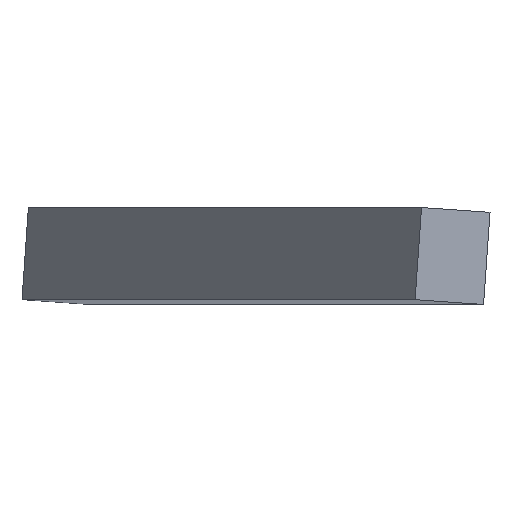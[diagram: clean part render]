
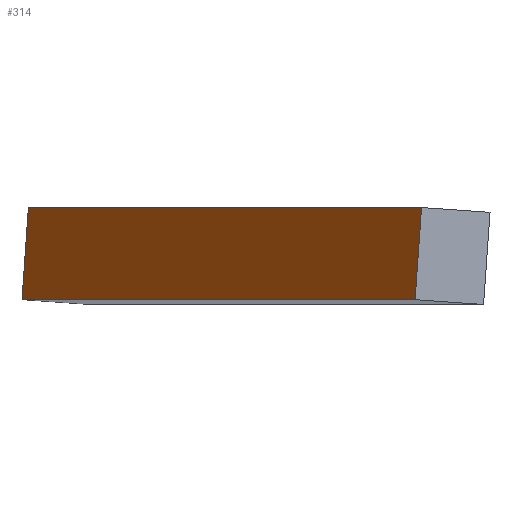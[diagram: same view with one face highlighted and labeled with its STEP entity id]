
A CAD part, front view. The second image highlights one B-rep face of the part: STEP entity #314.
In plain terms, the highlighted planar face has unit normal (-0.991, -0.116, 0.07).
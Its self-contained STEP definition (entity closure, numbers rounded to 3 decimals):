
#43 = PLANE('',#44);
#44 = AXIS2_PLACEMENT_3D('',#45,#46,#47);
#45 = CARTESIAN_POINT('',(4.407,-24.996,0.));
#46 = DIRECTION('',(0.174,-0.985,0.));
#47 = DIRECTION('',(0.,0.,-1.));
#69 = PLANE('',#70);
#70 = AXIS2_PLACEMENT_3D('',#71,#72,#73);
#71 = CARTESIAN_POINT('',(12126.72,1412.969,
    39.23));
#72 = DIRECTION('',(-0.069,-0.008,
    -0.998));
#73 = DIRECTION('',(-0.998,0.,
    0.069));
#95 = PLANE('',#96);
#96 = AXIS2_PLACEMENT_3D('',#97,#98,#99);
#97 = CARTESIAN_POINT('',(-0.964,16.547,0.));
#98 = DIRECTION('',(0.058,-0.998,0.));
#99 = DIRECTION('',(0.,0.,-1.));
#119 = PLANE('',#120);
#120 = AXIS2_PLACEMENT_3D('',#121,#122,#123);
#121 = CARTESIAN_POINT('',(12123.925,1412.643,
    -1.071));
#122 = DIRECTION('',(-0.069,-0.008,
    -0.998));
#123 = DIRECTION('',(-0.998,0.,
    0.069));
#134 = VERTEX_POINT('',#135);
#135 = CARTESIAN_POINT('',(12894.688,2247.909,
    -61.283));
#156 = VERTEX_POINT('',#157);
#157 = CARTESIAN_POINT('',(12897.463,2248.398,
    -20.981));
#176 = EDGE_CURVE('',#156,#134,#177,.T.);
#177 = SURFACE_CURVE('',#178,(#182,#188),.PCURVE_S1.);
#178 = LINE('',#179,#180);
#179 = CARTESIAN_POINT('',(12806.944,2232.437,
    -1335.417));
#180 = VECTOR('',#181,1.);
#181 = DIRECTION('',(-0.069,-0.012,
    -0.998));
#182 = PCURVE('',#43,#183);
#183 = DEFINITIONAL_REPRESENTATION('',(#184),#187);
#184 = B_SPLINE_CURVE_WITH_KNOTS('',1,(#185,#186),.UNSPECIFIED.,.F.,.F.,
  (2,2),(-2439.795,-110.507),.PIECEWISE_BEZIER_KNOTS.);
#185 = CARTESIAN_POINT('',(-1098.435,13170.23));
#186 = CARTESIAN_POINT('',(1225.179,13007.746));
#187 = ( GEOMETRIC_REPRESENTATION_CONTEXT(2) 
PARAMETRIC_REPRESENTATION_CONTEXT() REPRESENTATION_CONTEXT('2D SPACE',''
  ) );
#188 = PCURVE('',#189,#194);
#189 = PLANE('',#190);
#190 = AXIS2_PLACEMENT_3D('',#191,#192,#193);
#191 = CARTESIAN_POINT('',(12862.028,1507.797,
    -1756.77));
#192 = DIRECTION('',(0.991,0.116,-0.07)
  );
#193 = DIRECTION('',(-0.07,0.,
    -0.998));
#194 = DEFINITIONAL_REPRESENTATION('',(#195),#198);
#195 = B_SPLINE_CURVE_WITH_KNOTS('',1,(#196,#197),.UNSPECIFIED.,.F.,.F.,
  (2,2),(-2439.795,-110.507),.PIECEWISE_BEZIER_KNOTS.);
#196 = CARTESIAN_POINT('',(-2856.068,759.303));
#197 = CARTESIAN_POINT('',(-526.953,730.896));
#198 = ( GEOMETRIC_REPRESENTATION_CONTEXT(2) 
PARAMETRIC_REPRESENTATION_CONTEXT() REPRESENTATION_CONTEXT('2D SPACE',''
  ) );
#206 = VERTEX_POINT('',#207);
#207 = CARTESIAN_POINT('',(13066.537,777.642,
    -61.283));
#226 = EDGE_CURVE('',#206,#134,#227,.T.);
#227 = SURFACE_CURVE('',#228,(#232,#238),.PCURVE_S1.);
#228 = LINE('',#229,#230);
#229 = CARTESIAN_POINT('',(12980.1,1517.157,
    -61.283));
#230 = VECTOR('',#231,1.);
#231 = DIRECTION('',(-0.116,0.993,0.)
  );
#232 = PCURVE('',#119,#233);
#233 = DEFINITIONAL_REPRESENTATION('',(#234),#237);
#234 = B_SPLINE_CURVE_WITH_KNOTS('',1,(#235,#236),.UNSPECIFIED.,.F.,.F.,
  (2,2),(-898.097,897.114),.PIECEWISE_BEZIER_KNOTS.);
#235 = CARTESIAN_POINT('',(-962.302,-787.536));
#236 = CARTESIAN_POINT('',(-754.39,995.594));
#237 = ( GEOMETRIC_REPRESENTATION_CONTEXT(2) 
PARAMETRIC_REPRESENTATION_CONTEXT() REPRESENTATION_CONTEXT('2D SPACE',''
  ) );
#238 = PCURVE('',#189,#239);
#239 = DEFINITIONAL_REPRESENTATION('',(#240),#243);
#240 = B_SPLINE_CURVE_WITH_KNOTS('',1,(#241,#242),.UNSPECIFIED.,.F.,.F.,
  (2,2),(-898.097,897.114),.PIECEWISE_BEZIER_KNOTS.);
#241 = CARTESIAN_POINT('',(-1706.903,-888.644));
#242 = CARTESIAN_POINT('',(-1692.291,906.507));
#243 = ( GEOMETRIC_REPRESENTATION_CONTEXT(2) 
PARAMETRIC_REPRESENTATION_CONTEXT() REPRESENTATION_CONTEXT('2D SPACE',''
  ) );
#249 = VERTEX_POINT('',#250);
#250 = CARTESIAN_POINT('',(13069.351,777.805,
    -20.981));
#269 = EDGE_CURVE('',#249,#206,#270,.T.);
#270 = SURFACE_CURVE('',#271,(#275,#281),.PCURVE_S1.);
#271 = LINE('',#272,#273);
#272 = CARTESIAN_POINT('',(12977.588,772.461,
    -1335.471));
#273 = VECTOR('',#274,1.);
#274 = DIRECTION('',(-0.07,-0.004,
    -0.998));
#275 = PCURVE('',#95,#276);
#276 = DEFINITIONAL_REPRESENTATION('',(#277),#280);
#277 = B_SPLINE_CURVE_WITH_KNOTS('',1,(#278,#279),.UNSPECIFIED.,.F.,.F.,
  (2,2),(-2439.849,-110.561),.PIECEWISE_BEZIER_KNOTS.);
#278 = CARTESIAN_POINT('',(-1098.435,13170.743));
#279 = CARTESIAN_POINT('',(1225.179,13008.258));
#280 = ( GEOMETRIC_REPRESENTATION_CONTEXT(2) 
PARAMETRIC_REPRESENTATION_CONTEXT() REPRESENTATION_CONTEXT('2D SPACE',''
  ) );
#281 = PCURVE('',#189,#282);
#282 = DEFINITIONAL_REPRESENTATION('',(#283),#286);
#283 = B_SPLINE_CURVE_WITH_KNOTS('',1,(#284,#285),.UNSPECIFIED.,.F.,.F.,
  (2,2),(-2439.849,-110.561),.PIECEWISE_BEZIER_KNOTS.);
#284 = CARTESIAN_POINT('',(-2868.193,-730.355));
#285 = CARTESIAN_POINT('',(-538.924,-739.866));
#286 = ( GEOMETRIC_REPRESENTATION_CONTEXT(2) 
PARAMETRIC_REPRESENTATION_CONTEXT() REPRESENTATION_CONTEXT('2D SPACE',''
  ) );
#296 = EDGE_CURVE('',#249,#156,#297,.T.);
#297 = SURFACE_CURVE('',#298,(#302,#308),.PCURVE_S1.);
#298 = LINE('',#299,#300);
#299 = CARTESIAN_POINT('',(12982.895,1517.483,
    -20.981));
#300 = VECTOR('',#301,1.);
#301 = DIRECTION('',(-0.116,0.993,0.)
  );
#302 = PCURVE('',#69,#303);
#303 = DEFINITIONAL_REPRESENTATION('',(#304),#307);
#304 = B_SPLINE_CURVE_WITH_KNOTS('',1,(#305,#306),.UNSPECIFIED.,.F.,.F.,
  (2,2),(-898.426,896.785),.PIECEWISE_BEZIER_KNOTS.);
#305 = CARTESIAN_POINT('',(-962.341,-787.863));
#306 = CARTESIAN_POINT('',(-754.428,995.268));
#307 = ( GEOMETRIC_REPRESENTATION_CONTEXT(2) 
PARAMETRIC_REPRESENTATION_CONTEXT() REPRESENTATION_CONTEXT('2D SPACE',''
  ) );
#308 = PCURVE('',#189,#309);
#309 = DEFINITIONAL_REPRESENTATION('',(#310),#313);
#310 = B_SPLINE_CURVE_WITH_KNOTS('',1,(#311,#312),.UNSPECIFIED.,.F.,.F.,
  (2,2),(-898.426,896.785),.PIECEWISE_BEZIER_KNOTS.);
#311 = CARTESIAN_POINT('',(-1747.304,-888.644));
#312 = CARTESIAN_POINT('',(-1732.692,906.507));
#313 = ( GEOMETRIC_REPRESENTATION_CONTEXT(2) 
PARAMETRIC_REPRESENTATION_CONTEXT() REPRESENTATION_CONTEXT('2D SPACE',''
  ) );
#314 = ADVANCED_FACE('',(#315),#189,.F.);
#315 = FACE_BOUND('',#316,.F.);
#316 = EDGE_LOOP('',(#317,#318,#319,#320));
#317 = ORIENTED_EDGE('',*,*,#296,.F.);
#318 = ORIENTED_EDGE('',*,*,#269,.T.);
#319 = ORIENTED_EDGE('',*,*,#226,.T.);
#320 = ORIENTED_EDGE('',*,*,#176,.F.);
